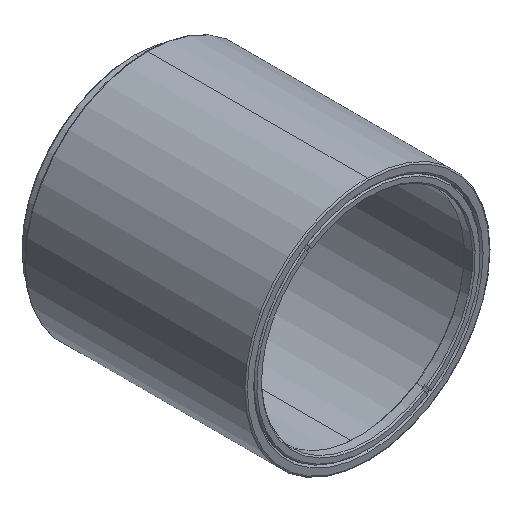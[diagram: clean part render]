
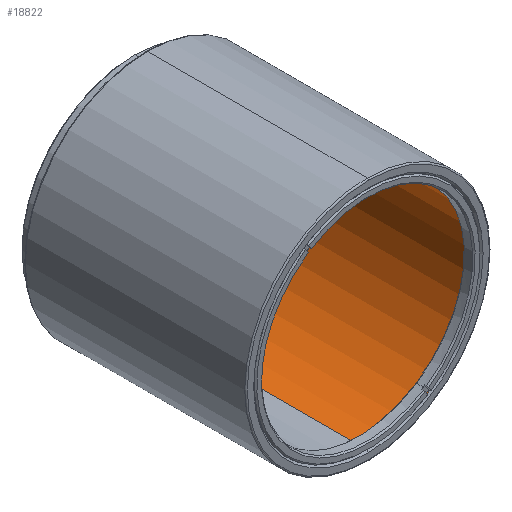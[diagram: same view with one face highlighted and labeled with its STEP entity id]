
A CAD part, isometric view. The second image highlights one B-rep face of the part: STEP entity #18822.
In plain terms, the highlighted cylindrical face has radius 25.845 mm (diameter 51.69 mm), a partial arc.
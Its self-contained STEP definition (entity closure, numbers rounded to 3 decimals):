
#737 = VECTOR ( 'NONE', #20683, 1000. ) ;
#1906 = CARTESIAN_POINT ( 'NONE',  ( -27.771, 31.682, 0. ) ) ;
#2271 = ORIENTED_EDGE ( 'NONE', *, *, #20487, .T. ) ;
#2599 = VERTEX_POINT ( 'NONE', #7781 ) ;
#3173 = DIRECTION ( 'NONE',  ( 0., -1., 0. ) ) ;
#3446 = EDGE_CURVE ( 'NONE', #12904, #8235, #18783, .T. ) ;
#3549 = LINE ( 'NONE', #8778, #737 ) ;
#3855 = DIRECTION ( 'NONE',  ( 0., 1., 0. ) ) ;
#4613 = VERTEX_POINT ( 'NONE', #22267 ) ;
#4758 = VECTOR ( 'NONE', #3173, 1000. ) ;
#4788 = DIRECTION ( 'NONE',  ( 0., -1., 0. ) ) ;
#5555 = ORIENTED_EDGE ( 'NONE', *, *, #12490, .F. ) ;
#5564 = DIRECTION ( 'NONE',  ( 0., 0., 1. ) ) ;
#6681 = EDGE_LOOP ( 'NONE', ( #5555, #15656, #12732, #2271 ) ) ;
#6962 = DIRECTION ( 'NONE',  ( 0., -1., 0. ) ) ;
#7074 = DIRECTION ( 'NONE',  ( 0., 0., 1. ) ) ;
#7781 = CARTESIAN_POINT ( 'NONE',  ( -27.771, -17.118, 25.845 ) ) ;
#8235 = VERTEX_POINT ( 'NONE', #14116 ) ;
#8778 = CARTESIAN_POINT ( 'NONE',  ( -27.771, 32.482, -25.845 ) ) ;
#11693 = LINE ( 'NONE', #13508, #4758 ) ;
#11710 = DIRECTION ( 'NONE',  ( 0., 0., -1. ) ) ;
#11922 = CARTESIAN_POINT ( 'NONE',  ( -27.771, 32.482, 0. ) ) ;
#12490 = EDGE_CURVE ( 'NONE', #12904, #2599, #11693, .T. ) ;
#12732 = ORIENTED_EDGE ( 'NONE', *, *, #13426, .T. ) ;
#12904 = VERTEX_POINT ( 'NONE', #20105 ) ;
#13302 = CYLINDRICAL_SURFACE ( 'NONE', #18816, 25.845 ) ;
#13426 = EDGE_CURVE ( 'NONE', #8235, #4613, #3549, .T. ) ;
#13508 = CARTESIAN_POINT ( 'NONE',  ( -27.771, 32.482, 25.845 ) ) ;
#13557 = AXIS2_PLACEMENT_3D ( 'NONE', #15464, #6962, #7074 ) ;
#14116 = CARTESIAN_POINT ( 'NONE',  ( -27.771, 31.682, -25.845 ) ) ;
#15225 = FACE_OUTER_BOUND ( 'NONE', #6681, .T. ) ;
#15464 = CARTESIAN_POINT ( 'NONE',  ( -27.771, -17.118, 0. ) ) ;
#15656 = ORIENTED_EDGE ( 'NONE', *, *, #3446, .T. ) ;
#17704 = AXIS2_PLACEMENT_3D ( 'NONE', #1906, #3855, #5564 ) ;
#18783 = CIRCLE ( 'NONE', #17704, 25.845 ) ;
#18816 = AXIS2_PLACEMENT_3D ( 'NONE', #11922, #4788, #11710 ) ;
#18822 = ADVANCED_FACE ( 'NONE', ( #15225 ), #13302, .F. ) ;
#20105 = CARTESIAN_POINT ( 'NONE',  ( -27.771, 31.682, 25.845 ) ) ;
#20487 = EDGE_CURVE ( 'NONE', #4613, #2599, #22265, .T. ) ;
#20683 = DIRECTION ( 'NONE',  ( 0., -1., 0. ) ) ;
#22265 = CIRCLE ( 'NONE', #13557, 25.845 ) ;
#22267 = CARTESIAN_POINT ( 'NONE',  ( -27.771, -17.118, -25.845 ) ) ;
